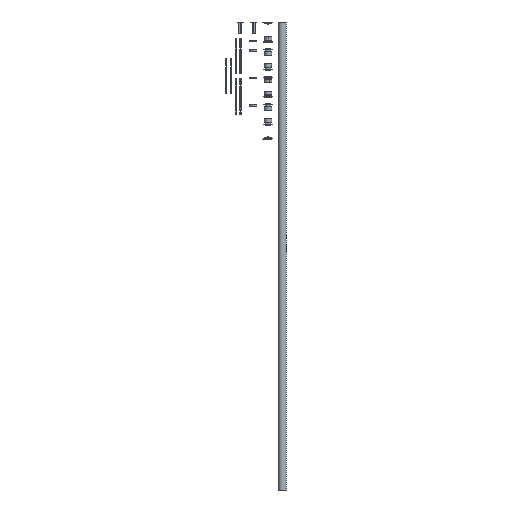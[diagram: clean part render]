
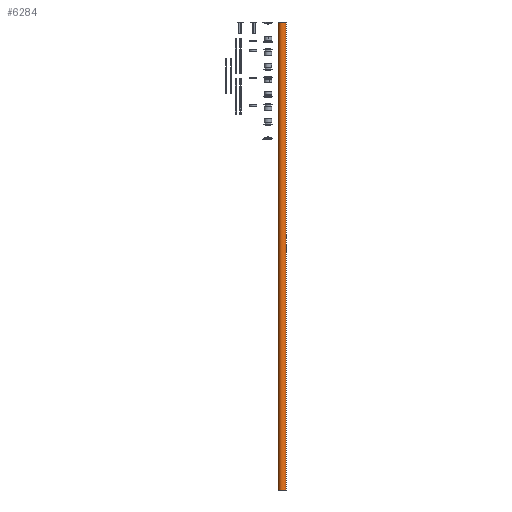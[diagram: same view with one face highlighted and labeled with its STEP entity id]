
A CAD part, front view. The second image highlights one B-rep face of the part: STEP entity #6284.
In plain terms, the highlighted cylindrical face has radius 17 mm (diameter 34 mm), a partial arc.
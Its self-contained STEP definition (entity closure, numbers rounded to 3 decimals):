
#380 = EDGE_CURVE ( 'NONE', #1870, #7660, #2672, .T. ) ;
#442 = DIRECTION ( 'NONE',  ( 0., 0., 1. ) ) ;
#496 = DIRECTION ( 'NONE',  ( 1., 0., 0. ) ) ;
#568 = VECTOR ( 'NONE', #956, 1000. ) ;
#956 = DIRECTION ( 'NONE',  ( 0., 0., -1. ) ) ;
#1133 = CARTESIAN_POINT ( 'NONE',  ( 0., 0., 1980. ) ) ;
#1188 = DIRECTION ( 'NONE',  ( 0., 0., -1. ) ) ;
#1309 = CYLINDRICAL_SURFACE ( 'NONE', #3908, 17. ) ;
#1376 = DIRECTION ( 'NONE',  ( 0., 0., -1. ) ) ;
#1675 = VERTEX_POINT ( 'NONE', #5226 ) ;
#1870 = VERTEX_POINT ( 'NONE', #5542 ) ;
#1900 = VERTEX_POINT ( 'NONE', #5509 ) ;
#1968 = AXIS2_PLACEMENT_3D ( 'NONE', #1133, #442, #496 ) ;
#2672 = CIRCLE ( 'NONE', #2807, 17. ) ;
#2807 = AXIS2_PLACEMENT_3D ( 'NONE', #4849, #3635, #3505 ) ;
#3421 = DIRECTION ( 'NONE',  ( -1., 0., 0. ) ) ;
#3505 = DIRECTION ( 'NONE',  ( 1., 0., 0. ) ) ;
#3635 = DIRECTION ( 'NONE',  ( 0., 0., 1. ) ) ;
#3908 = AXIS2_PLACEMENT_3D ( 'NONE', #3975, #1376, #3421 ) ;
#3975 = CARTESIAN_POINT ( 'NONE',  ( 0., 0., 1980. ) ) ;
#4034 = ORIENTED_EDGE ( 'NONE', *, *, #380, .T. ) ;
#4229 = ORIENTED_EDGE ( 'NONE', *, *, #4318, .F. ) ;
#4315 = VECTOR ( 'NONE', #1188, 1000. ) ;
#4318 = EDGE_CURVE ( 'NONE', #1675, #1900, #5155, .T. ) ;
#4376 = EDGE_CURVE ( 'NONE', #1675, #1870, #5142, .T. ) ;
#4379 = CARTESIAN_POINT ( 'NONE',  ( 17., 0., 1980. ) ) ;
#4849 = CARTESIAN_POINT ( 'NONE',  ( 0., 0., 0. ) ) ;
#5142 = LINE ( 'NONE', #5893, #4315 ) ;
#5155 = CIRCLE ( 'NONE', #1968, 17. ) ;
#5226 = CARTESIAN_POINT ( 'NONE',  ( -17., 0., 1980. ) ) ;
#5509 = CARTESIAN_POINT ( 'NONE',  ( 17., 0., 1980. ) ) ;
#5542 = CARTESIAN_POINT ( 'NONE',  ( -17., 0., 0. ) ) ;
#5893 = CARTESIAN_POINT ( 'NONE',  ( -17., 0., 1980. ) ) ;
#6000 = EDGE_LOOP ( 'NONE', ( #6495, #4229, #7407, #4034 ) ) ;
#6284 = ADVANCED_FACE ( 'NONE', ( #7898 ), #1309, .T. ) ;
#6365 = EDGE_CURVE ( 'NONE', #1900, #7660, #7558, .T. ) ;
#6495 = ORIENTED_EDGE ( 'NONE', *, *, #6365, .F. ) ;
#7008 = CARTESIAN_POINT ( 'NONE',  ( 17., 0., 0. ) ) ;
#7407 = ORIENTED_EDGE ( 'NONE', *, *, #4376, .T. ) ;
#7558 = LINE ( 'NONE', #4379, #568 ) ;
#7660 = VERTEX_POINT ( 'NONE', #7008 ) ;
#7898 = FACE_OUTER_BOUND ( 'NONE', #6000, .T. ) ;
